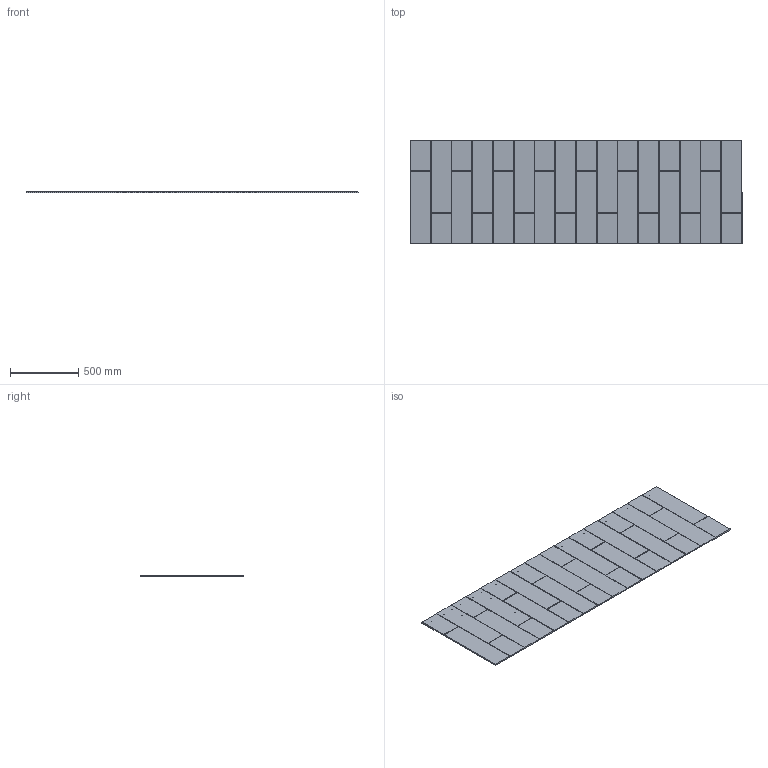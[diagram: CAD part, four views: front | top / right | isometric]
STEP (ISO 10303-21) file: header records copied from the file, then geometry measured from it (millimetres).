
FILE_DESCRIPTION (( 'STEP AP203' ), '1' );
FILE_NAME ('MSMK9630.STEP', '2021-10-26T14:07:11', ( '' ), ( '' ), 'SwSTEP 2.0', 'SolidWorks 2020', '' );
FILE_SCHEMA (( 'CONFIG_CONTROL_DESIGN' ));
Length unit declared in the file: millimetre
Products named in the file (1): MSMK9630
Bounding box: 2438.4 x 762 x 9.53 mm (x, y, z)
Volume: 17649922.8 mm3; surface area: 3786352.7 mm2
Topology: 1 solids, 1 shells, 586 faces, 1527 edges, 964 vertices
Faces by surface type: cylinder 230, plane 180, bspline 125, torus 44, cone 4, sphere 3
Entity records: 32823 total; most frequent: CARTESIAN_POINT 19711, ORIENTED_EDGE 3052, DIRECTION 2170, EDGE_CURVE 1526, VERTEX_POINT 964, AXIS2_PLACEMENT_3D 764, VECTOR 642, LINE 642
